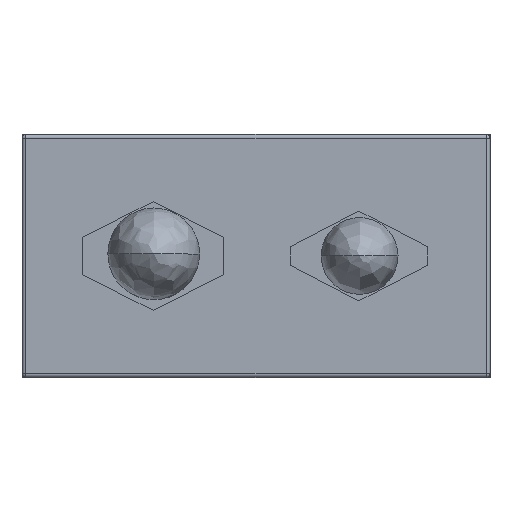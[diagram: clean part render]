
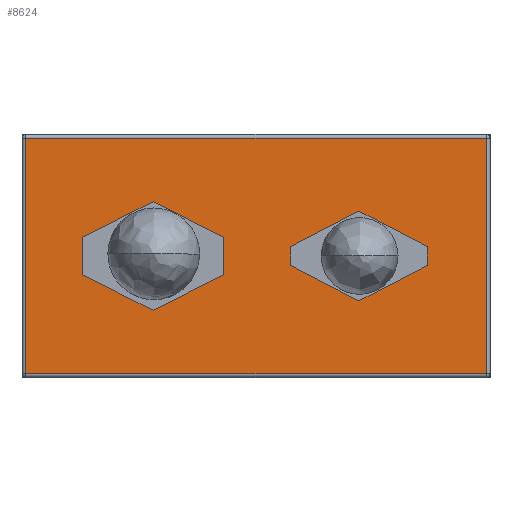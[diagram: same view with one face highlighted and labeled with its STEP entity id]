
A CAD part, left-side view. The second image highlights one B-rep face of the part: STEP entity #8624.
In plain terms, the highlighted planar face has unit normal (-1, 0, 0).
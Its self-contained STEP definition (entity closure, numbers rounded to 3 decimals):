
#197 = CARTESIAN_POINT ( 'NONE',  ( 0., 12.3, 13. ) ) ;
#305 = VECTOR ( 'NONE', #8607, 1000. ) ;
#404 = ORIENTED_EDGE ( 'NONE', *, *, #13941, .F. ) ;
#476 = VERTEX_POINT ( 'NONE', #11692 ) ;
#482 = CARTESIAN_POINT ( 'NONE',  ( 0., -5.5, 4.1 ) ) ;
#528 = ORIENTED_EDGE ( 'NONE', *, *, #13172, .F. ) ;
#591 = DIRECTION ( 'NONE',  ( 0., 0.887, -0.462 ) ) ;
#623 = VECTOR ( 'NONE', #6024, 1000. ) ;
#657 = CARTESIAN_POINT ( 'NONE',  ( 0., 5.5, 3.6 ) ) ;
#662 = CARTESIAN_POINT ( 'NONE',  ( 0., 1.75, 7.5 ) ) ;
#698 = LINE ( 'NONE', #2994, #4155 ) ;
#699 = LINE ( 'NONE', #907, #5897 ) ;
#730 = EDGE_CURVE ( 'NONE', #476, #1546, #12279, .T. ) ;
#858 = AXIS2_PLACEMENT_3D ( 'NONE', #3395, #10153, #5515 ) ;
#907 = CARTESIAN_POINT ( 'NONE',  ( 0., 12.5, 12.8 ) ) ;
#957 = EDGE_CURVE ( 'NONE', #4900, #476, #9202, .T. ) ;
#1085 = FACE_BOUND ( 'NONE', #2036, .T. ) ;
#1108 = ORIENTED_EDGE ( 'NONE', *, *, #730, .F. ) ;
#1151 = FACE_BOUND ( 'NONE', #4387, .T. ) ;
#1237 = VECTOR ( 'NONE', #8207, 1000. ) ;
#1340 = ORIENTED_EDGE ( 'NONE', *, *, #11977, .F. ) ;
#1344 = ORIENTED_EDGE ( 'NONE', *, *, #7977, .T. ) ;
#1542 = DIRECTION ( 'NONE',  ( 0., 0.892, -0.452 ) ) ;
#1546 = VERTEX_POINT ( 'NONE', #4573 ) ;
#1549 = CARTESIAN_POINT ( 'NONE',  ( 0., 12.3, 12.8 ) ) ;
#1581 = LINE ( 'NONE', #8052, #623 ) ;
#1779 = VERTEX_POINT ( 'NONE', #12577 ) ;
#1847 = DIRECTION ( 'NONE',  ( 0., 0., -1. ) ) ;
#1943 = VECTOR ( 'NONE', #591, 1000. ) ;
#1968 = ORIENTED_EDGE ( 'NONE', *, *, #13752, .T. ) ;
#2036 = EDGE_LOOP ( 'NONE', ( #11418, #11484, #9627, #6429, #404, #1108 ) ) ;
#2053 = VERTEX_POINT ( 'NONE', #662 ) ;
#2192 = CARTESIAN_POINT ( 'NONE',  ( 0., 1.75, 7.5 ) ) ;
#2313 = PLANE ( 'NONE',  #858 ) ;
#2514 = VECTOR ( 'NONE', #8989, 1000. ) ;
#2678 = ORIENTED_EDGE ( 'NONE', *, *, #11775, .F. ) ;
#2746 = VERTEX_POINT ( 'NONE', #1549 ) ;
#2844 = ORIENTED_EDGE ( 'NONE', *, *, #5674, .T. ) ;
#2857 = VECTOR ( 'NONE', #9128, 1000. ) ;
#2994 = CARTESIAN_POINT ( 'NONE',  ( 0., 1.75, 5.5 ) ) ;
#3193 = VERTEX_POINT ( 'NONE', #11361 ) ;
#3217 = ORIENTED_EDGE ( 'NONE', *, *, #14225, .T. ) ;
#3395 = CARTESIAN_POINT ( 'NONE',  ( 0., 0., 13. ) ) ;
#3418 = DIRECTION ( 'NONE',  ( 0., 0.892, 0.452 ) ) ;
#3751 = DIRECTION ( 'NONE',  ( 0., -0.887, 0.462 ) ) ;
#3961 = VERTEX_POINT ( 'NONE', #11533 ) ;
#4155 = VECTOR ( 'NONE', #5106, 1000. ) ;
#4302 = LINE ( 'NONE', #8802, #7189 ) ;
#4387 = EDGE_LOOP ( 'NONE', ( #1340, #2678, #8849, #528, #7001, #13915 ) ) ;
#4433 = VERTEX_POINT ( 'NONE', #482 ) ;
#4512 = LINE ( 'NONE', #2192, #9725 ) ;
#4573 = CARTESIAN_POINT ( 'NONE',  ( 0., -5.5, 8.9 ) ) ;
#4696 = EDGE_CURVE ( 'NONE', #8683, #1779, #8009, .T. ) ;
#4900 = VERTEX_POINT ( 'NONE', #5446 ) ;
#5106 = DIRECTION ( 'NONE',  ( 0., 0., 1. ) ) ;
#5113 = LINE ( 'NONE', #12762, #7130 ) ;
#5199 = LINE ( 'NONE', #14355, #305 ) ;
#5216 = LINE ( 'NONE', #8410, #1943 ) ;
#5446 = CARTESIAN_POINT ( 'NONE',  ( 0., -9.15, 6. ) ) ;
#5515 = DIRECTION ( 'NONE',  ( 0., 0., -1. ) ) ;
#5674 = EDGE_CURVE ( 'NONE', #10048, #2746, #699, .T. ) ;
#5897 = VECTOR ( 'NONE', #7379, 1000. ) ;
#6024 = DIRECTION ( 'NONE',  ( 0., 0., -1. ) ) ;
#6429 = ORIENTED_EDGE ( 'NONE', *, *, #9320, .F. ) ;
#6484 = CARTESIAN_POINT ( 'NONE',  ( 0., -1.85, 7. ) ) ;
#6548 = DIRECTION ( 'NONE',  ( 0., -0.887, -0.462 ) ) ;
#6719 = VERTEX_POINT ( 'NONE', #12526 ) ;
#6829 = CARTESIAN_POINT ( 'NONE',  ( 0., 0., 0.2 ) ) ;
#6894 = LINE ( 'NONE', #9338, #9410 ) ;
#6943 = EDGE_LOOP ( 'NONE', ( #2844, #1344, #1968, #3217 ) ) ;
#7001 = ORIENTED_EDGE ( 'NONE', *, *, #8841, .F. ) ;
#7130 = VECTOR ( 'NONE', #1847, 1000. ) ;
#7189 = VECTOR ( 'NONE', #6548, 1000. ) ;
#7379 = DIRECTION ( 'NONE',  ( 0., 1., 0. ) ) ;
#7903 = DIRECTION ( 'NONE',  ( 0., 0., 1. ) ) ;
#7977 = EDGE_CURVE ( 'NONE', #2746, #13909, #13900, .T. ) ;
#8009 = LINE ( 'NONE', #11496, #10734 ) ;
#8052 = CARTESIAN_POINT ( 'NONE',  ( 0., 9.25, 5.5 ) ) ;
#8207 = DIRECTION ( 'NONE',  ( 0., -1., 0. ) ) ;
#8366 = DIRECTION ( 'NONE',  ( 0., 0., -1. ) ) ;
#8410 = CARTESIAN_POINT ( 'NONE',  ( 0., -1.85, 7. ) ) ;
#8607 = DIRECTION ( 'NONE',  ( 0., -0.892, -0.452 ) ) ;
#8624 = ADVANCED_FACE ( 'NONE', ( #1085, #1151, #11168 ), #2313, .F. ) ;
#8683 = VERTEX_POINT ( 'NONE', #11033 ) ;
#8749 = EDGE_CURVE ( 'NONE', #4433, #4900, #6894, .T. ) ;
#8802 = CARTESIAN_POINT ( 'NONE',  ( 0., -1.85, 6. ) ) ;
#8839 = CARTESIAN_POINT ( 'NONE',  ( 0., -9.15, 7. ) ) ;
#8841 = EDGE_CURVE ( 'NONE', #1779, #6719, #1581, .T. ) ;
#8849 = ORIENTED_EDGE ( 'NONE', *, *, #11170, .F. ) ;
#8953 = VERTEX_POINT ( 'NONE', #657 ) ;
#8989 = DIRECTION ( 'NONE',  ( 0., -0.892, 0.452 ) ) ;
#9128 = DIRECTION ( 'NONE',  ( 0., 0.887, 0.462 ) ) ;
#9202 = LINE ( 'NONE', #11392, #9562 ) ;
#9320 = EDGE_CURVE ( 'NONE', #11875, #11721, #5113, .T. ) ;
#9338 = CARTESIAN_POINT ( 'NONE',  ( 0., -9.15, 6. ) ) ;
#9350 = LINE ( 'NONE', #6829, #1237 ) ;
#9410 = VECTOR ( 'NONE', #3751, 1000. ) ;
#9431 = CARTESIAN_POINT ( 'NONE',  ( 0., 12.3, 0.2 ) ) ;
#9562 = VECTOR ( 'NONE', #10304, 1000. ) ;
#9627 = ORIENTED_EDGE ( 'NONE', *, *, #11900, .F. ) ;
#9725 = VECTOR ( 'NONE', #3418, 1000. ) ;
#10048 = VERTEX_POINT ( 'NONE', #13058 ) ;
#10153 = DIRECTION ( 'NONE',  ( 1., 0., 0. ) ) ;
#10230 = CARTESIAN_POINT ( 'NONE',  ( 0., 1.75, 5.5 ) ) ;
#10304 = DIRECTION ( 'NONE',  ( 0., 0., 1. ) ) ;
#10565 = CARTESIAN_POINT ( 'NONE',  ( 0., -1.85, 6. ) ) ;
#10734 = VECTOR ( 'NONE', #1542, 1000. ) ;
#11033 = CARTESIAN_POINT ( 'NONE',  ( 0., 5.5, 9.4 ) ) ;
#11168 = FACE_OUTER_BOUND ( 'NONE', #6943, .T. ) ;
#11170 = EDGE_CURVE ( 'NONE', #8953, #3961, #13439, .T. ) ;
#11361 = CARTESIAN_POINT ( 'NONE',  ( 0., -12.3, 0.2 ) ) ;
#11392 = CARTESIAN_POINT ( 'NONE',  ( 0., -9.15, 6. ) ) ;
#11418 = ORIENTED_EDGE ( 'NONE', *, *, #957, .F. ) ;
#11484 = ORIENTED_EDGE ( 'NONE', *, *, #8749, .F. ) ;
#11496 = CARTESIAN_POINT ( 'NONE',  ( 0., 9.25, 7.5 ) ) ;
#11533 = CARTESIAN_POINT ( 'NONE',  ( 0., 1.75, 5.5 ) ) ;
#11692 = CARTESIAN_POINT ( 'NONE',  ( 0., -9.15, 7. ) ) ;
#11721 = VERTEX_POINT ( 'NONE', #10565 ) ;
#11775 = EDGE_CURVE ( 'NONE', #3961, #2053, #698, .T. ) ;
#11875 = VERTEX_POINT ( 'NONE', #6484 ) ;
#11900 = EDGE_CURVE ( 'NONE', #11721, #4433, #4302, .T. ) ;
#11977 = EDGE_CURVE ( 'NONE', #2053, #8683, #4512, .T. ) ;
#12279 = LINE ( 'NONE', #8839, #2857 ) ;
#12395 = VECTOR ( 'NONE', #7903, 1000. ) ;
#12526 = CARTESIAN_POINT ( 'NONE',  ( 0., 9.25, 5.5 ) ) ;
#12577 = CARTESIAN_POINT ( 'NONE',  ( 0., 9.25, 7.5 ) ) ;
#12762 = CARTESIAN_POINT ( 'NONE',  ( 0., -1.85, 6. ) ) ;
#13058 = CARTESIAN_POINT ( 'NONE',  ( 0., -12.3, 12.8 ) ) ;
#13172 = EDGE_CURVE ( 'NONE', #6719, #8953, #5199, .T. ) ;
#13431 = CARTESIAN_POINT ( 'NONE',  ( 0., -12.3, 13. ) ) ;
#13439 = LINE ( 'NONE', #10230, #2514 ) ;
#13493 = LINE ( 'NONE', #13431, #12395 ) ;
#13752 = EDGE_CURVE ( 'NONE', #13909, #3193, #9350, .T. ) ;
#13900 = LINE ( 'NONE', #197, #14275 ) ;
#13909 = VERTEX_POINT ( 'NONE', #9431 ) ;
#13915 = ORIENTED_EDGE ( 'NONE', *, *, #4696, .F. ) ;
#13941 = EDGE_CURVE ( 'NONE', #1546, #11875, #5216, .T. ) ;
#14225 = EDGE_CURVE ( 'NONE', #3193, #10048, #13493, .T. ) ;
#14275 = VECTOR ( 'NONE', #8366, 1000. ) ;
#14355 = CARTESIAN_POINT ( 'NONE',  ( 0., 9.25, 5.5 ) ) ;
